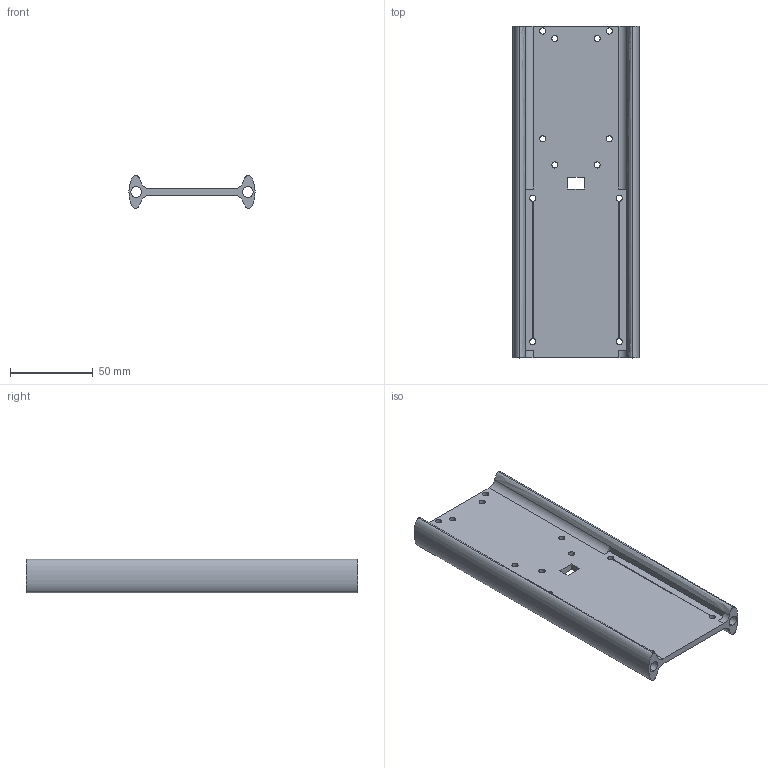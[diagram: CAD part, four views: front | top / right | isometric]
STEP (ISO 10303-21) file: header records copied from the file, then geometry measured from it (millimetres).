
FILE_DESCRIPTION (( 'STEP AP214' ), '1' );
FILE_NAME ('Sustainer Av Sled.STEP', '2024-07-30T21:37:28', ( '' ), ( '' ), 'SwSTEP 2.0', 'SolidWorks 2024', '' );
FILE_SCHEMA (( 'AUTOMOTIVE_DESIGN' ));
Length unit declared in the file: centimetre
Products named in the file (1): Sustainer Av Sled
Bounding box: 75.98 x 200 x 20 mm (x, y, z)
Volume: 86039.6 mm3; surface area: 49463.1 mm2
Topology: 1 solids, 1 shells, 58 faces, 182 edges, 120 vertices
Faces by surface type: cylinder 36, plane 16, bspline 6
Entity records: 2265 total; most frequent: CARTESIAN_POINT 581, ORIENTED_EDGE 364, DIRECTION 336, EDGE_CURVE 182, AXIS2_PLACEMENT_3D 125, VERTEX_POINT 120, VECTOR 86, LINE 86
